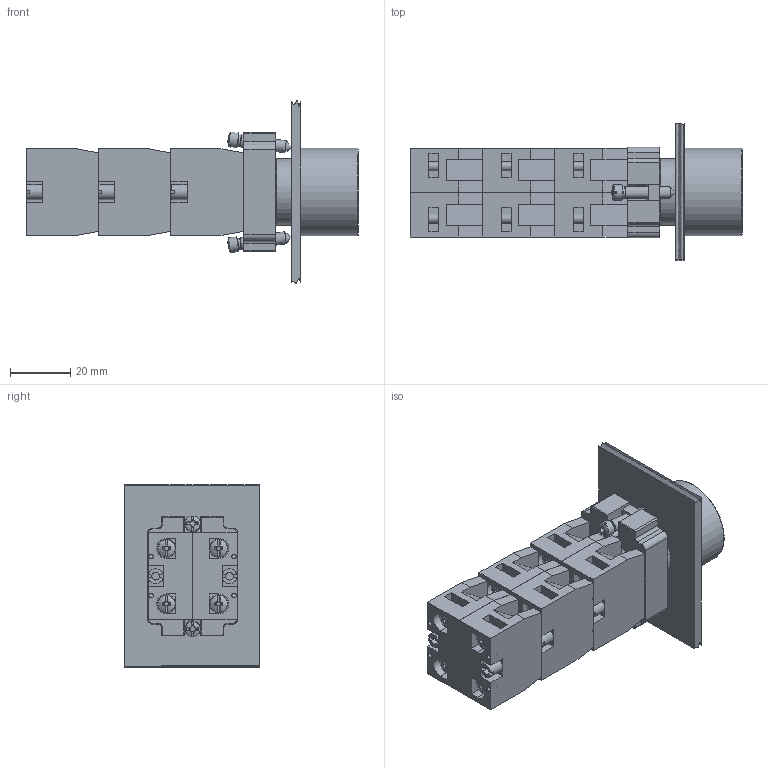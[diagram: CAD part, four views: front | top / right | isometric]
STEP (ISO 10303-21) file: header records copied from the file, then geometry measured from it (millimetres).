
FILE_DESCRIPTION((''),'2;1');
FILE_NAME('2AFxRH_assembly.stp','2007-11-12T16:56:00',('Philipp'),(''),'Autodesk Inventor 2008','Autodesk Inventor 2008','');
FILE_SCHEMA(('AUTOMOTIVE_DESIGN { 1 0 10303 214 1 1 1 1 }'));
Length unit declared in the file: millimetre
Products named in the file (13): 2AFxRH_assembly; 2AFxRH; rubber_gasket; 2BRK; DIN 7985 (Z) M4x18-Z; S1; screw; DIN 7985 (H) M3x10-H; S2; panel
Assembly tree (21 placements, depth 3):
  2AFxRH_assembly
    2AFxRH
    rubber_gasket
    2BRK
      2BRK
      DIN 7985 (Z) M4x18-Z  x2
    S1  x3
      S1
      screw
      DIN 7985 (H) M3x10-H
    S2  x3
      S2
      screw
      DIN 7985 (H) M3x10-H
    panel
Bounding box: 110.1 x 45 x 60.45 mm (x, y, z)
Volume: 74480.7 mm3; surface area: 47337.1 mm2
Topology: 30 solids, 30 shells, 1213 faces, 3171 edges, 2073 vertices
Faces by surface type: plane 666, cone 193, cylinder 192, bspline 122, sphere 28, torus 12
Full cylindrical faces by diameter (mm): 1.5 x24, 2.5 x5, 2.6 x12, 2.75 x12, 3 x18, 3.65 x2, 4 x2, 5 x8, 13.5 x1, 15 x1, 18 x1, 20.3 x1, 22 x2, 22.25 x1, 22.5 x1, 24 x2, 24.25 x1, 24.8 x1, 27 x1, 29 x1
Entity records: 13516 total; most frequent: CARTESIAN_POINT 3025, DIRECTION 2112, ORIENTED_EDGE 2008, EDGE_CURVE 1004, AXIS2_PLACEMENT_3D 744, VERTEX_POINT 688, VECTOR 624, LINE 624
